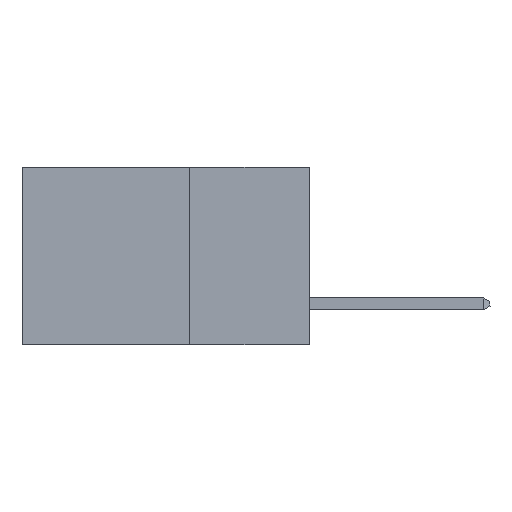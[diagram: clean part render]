
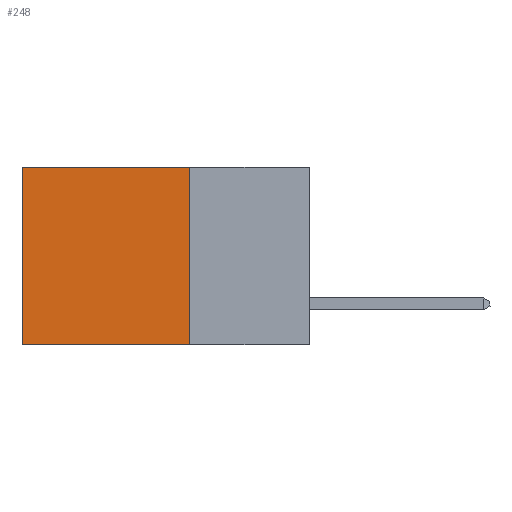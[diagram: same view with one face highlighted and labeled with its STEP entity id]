
A CAD part, left-side view. The second image highlights one B-rep face of the part: STEP entity #248.
In plain terms, the highlighted planar face has unit normal (-1, 0, 0).
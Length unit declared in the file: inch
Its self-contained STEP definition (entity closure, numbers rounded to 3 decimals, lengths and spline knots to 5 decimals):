
#180 = DIRECTION ( 'NONE',  ( 0., 1., 0. ) ) ;
#182 = CARTESIAN_POINT ( 'NONE',  ( 0.2875, 0.25, 0. ) ) ;
#248 = ADVANCED_FACE ( 'NONE', ( #5472 ), #1172, .F. ) ;
#291 = CARTESIAN_POINT ( 'NONE',  ( 0.2875, 0.6, -0.37 ) ) ;
#860 = CARTESIAN_POINT ( 'NONE',  ( 0.2875, 0.25, 0. ) ) ;
#1076 = EDGE_CURVE ( 'NONE', #7010, #2559, #4908, .T. ) ;
#1150 = CARTESIAN_POINT ( 'NONE',  ( 0.2875, 0.25, -0.37 ) ) ;
#1172 = PLANE ( 'NONE',  #6255 ) ;
#1622 = VECTOR ( 'NONE', #3846, 39.37008 ) ;
#2559 = VERTEX_POINT ( 'NONE', #9038 ) ;
#3270 = VECTOR ( 'NONE', #180, 39.37008 ) ;
#3538 = LINE ( 'NONE', #5781, #3270 ) ;
#3683 = ORIENTED_EDGE ( 'NONE', *, *, #4947, .T. ) ;
#3707 = ORIENTED_EDGE ( 'NONE', *, *, #9980, .F. ) ;
#3713 = ORIENTED_EDGE ( 'NONE', *, *, #8410, .F. ) ;
#3770 = CARTESIAN_POINT ( 'NONE',  ( 0.2875, 0.6, 0. ) ) ;
#3846 = DIRECTION ( 'NONE',  ( 0., 0., -1. ) ) ;
#3854 = LINE ( 'NONE', #5949, #7717 ) ;
#4100 = VERTEX_POINT ( 'NONE', #1150 ) ;
#4908 = LINE ( 'NONE', #8223, #10279 ) ;
#4947 = EDGE_CURVE ( 'NONE', #2559, #6003, #10045, .T. ) ;
#5472 = FACE_OUTER_BOUND ( 'NONE', #7366, .T. ) ;
#5781 = CARTESIAN_POINT ( 'NONE',  ( 0.2875, 0.25, -0.37 ) ) ;
#5949 = CARTESIAN_POINT ( 'NONE',  ( 0.2875, 0.25, 0. ) ) ;
#6003 = VERTEX_POINT ( 'NONE', #291 ) ;
#6255 = AXIS2_PLACEMENT_3D ( 'NONE', #182, #10218, #9968 ) ;
#7010 = VERTEX_POINT ( 'NONE', #860 ) ;
#7366 = EDGE_LOOP ( 'NONE', ( #3683, #3707, #3713, #10180 ) ) ;
#7717 = VECTOR ( 'NONE', #8248, 39.37008 ) ;
#8223 = CARTESIAN_POINT ( 'NONE',  ( 0.2875, 0.25, 0. ) ) ;
#8231 = DIRECTION ( 'NONE',  ( 0., 1., 0. ) ) ;
#8248 = DIRECTION ( 'NONE',  ( 0., 0., -1. ) ) ;
#8410 = EDGE_CURVE ( 'NONE', #7010, #4100, #3854, .T. ) ;
#9038 = CARTESIAN_POINT ( 'NONE',  ( 0.2875, 0.6, 0. ) ) ;
#9968 = DIRECTION ( 'NONE',  ( 0., 0., -1. ) ) ;
#9980 = EDGE_CURVE ( 'NONE', #4100, #6003, #3538, .T. ) ;
#10045 = LINE ( 'NONE', #3770, #1622 ) ;
#10180 = ORIENTED_EDGE ( 'NONE', *, *, #1076, .T. ) ;
#10218 = DIRECTION ( 'NONE',  ( 1., 0., 0. ) ) ;
#10279 = VECTOR ( 'NONE', #8231, 39.37008 ) ;
